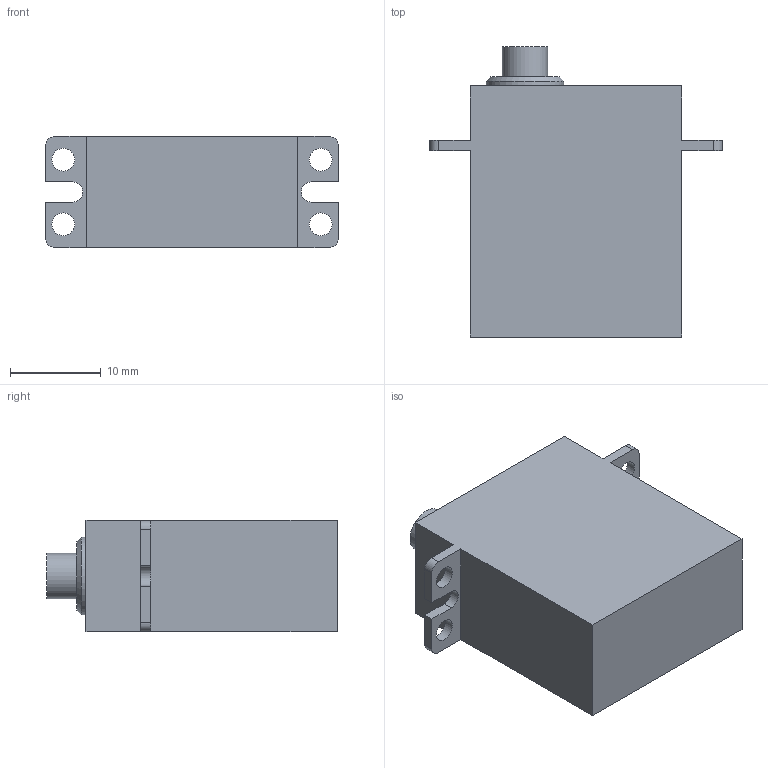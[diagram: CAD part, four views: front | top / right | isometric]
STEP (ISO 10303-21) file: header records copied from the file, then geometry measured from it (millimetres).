
FILE_DESCRIPTION(/* description */ ('STEP AP214'),/* implementation_level */ '2;1');
FILE_NAME(/* name */ '683c51294258294a187f3dde',/* time_stamp */ '2025-06-01T13:10:02Z',/* author */ (''),/* organization */ (''),/* preprocessor_version */ 'ST-DEVELOPER v20',/* originating_system */ 'ONSHAPE BY PTC INC, 1.198',/* authorisation */ ' ');
FILE_SCHEMA (('AUTOMOTIVE_DESIGN {1 0 10303 214 3 1 1}'));
Length unit declared in the file: metre
Products named in the file (1): SCS2332
Bounding box: 32.2 x 31.9 x 12.2 mm (x, y, z)
Volume: 8010.3 mm3; surface area: 2804.3 mm2
Topology: 1 solids, 1 shells, 35 faces, 96 edges, 65 vertices
Faces by surface type: plane 22, cylinder 12, cone 1
Full cylindrical faces by diameter (mm): 2.5 x4, 5 x1, 8.5 x1
Entity records: 1094 total; most frequent: DIRECTION 182, CARTESIAN_POINT 182, ORIENTED_EDGE 170, EDGE_CURVE 85, VERTEX_POINT 61, AXIS2_PLACEMENT_3D 61, LINE 60, VECTOR 60
